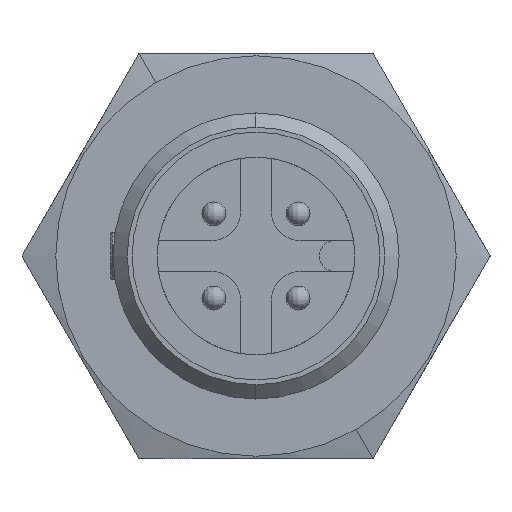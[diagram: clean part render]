
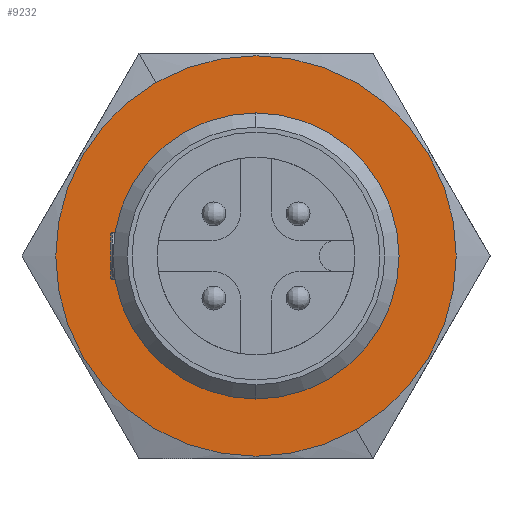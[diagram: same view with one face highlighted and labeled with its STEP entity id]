
A CAD part, left-side view. The second image highlights one B-rep face of the part: STEP entity #9232.
In plain terms, the highlighted planar face has unit normal (-1, 0, 0).
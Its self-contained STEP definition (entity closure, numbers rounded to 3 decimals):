
#458 = DIRECTION ( 'NONE',  ( 0., 0.5, 0.866 ) ) ;
#634 = CARTESIAN_POINT ( 'NONE',  ( 45.5, -4.2, -7.275 ) ) ;
#782 = DIRECTION ( 'NONE',  ( 0., -0.5, -0.866 ) ) ;
#1169 = ORIENTED_EDGE ( 'NONE', *, *, #2755, .F. ) ;
#2040 = ORIENTED_EDGE ( 'NONE', *, *, #5023, .F. ) ;
#2067 = VERTEX_POINT ( 'NONE', #6748 ) ;
#2206 = CARTESIAN_POINT ( 'NONE',  ( 45.5, 0., 0. ) ) ;
#2415 = EDGE_LOOP ( 'NONE', ( #4739, #2040 ) ) ;
#2557 = CARTESIAN_POINT ( 'NONE',  ( 45.5, 0., 0. ) ) ;
#2755 = EDGE_CURVE ( 'NONE', #2067, #3419, #6914, .T. ) ;
#3191 = CARTESIAN_POINT ( 'NONE',  ( 45.5, 0., 0. ) ) ;
#3419 = VERTEX_POINT ( 'NONE', #6908 ) ;
#3646 = VERTEX_POINT ( 'NONE', #5581 ) ;
#3848 = DIRECTION ( 'NONE',  ( 0., 0.5, 0.866 ) ) ;
#3868 = AXIS2_PLACEMENT_3D ( 'NONE', #2557, #9168, #458 ) ;
#3941 = CIRCLE ( 'NONE', #3868, 8.4 ) ;
#4452 = VERTEX_POINT ( 'NONE', #634 ) ;
#4739 = ORIENTED_EDGE ( 'NONE', *, *, #5899, .F. ) ;
#4993 = AXIS2_PLACEMENT_3D ( 'NONE', #2206, #5147, #782 ) ;
#5010 = FACE_BOUND ( 'NONE', #8221, .T. ) ;
#5023 = EDGE_CURVE ( 'NONE', #4452, #3646, #3941, .T. ) ;
#5048 = AXIS2_PLACEMENT_3D ( 'NONE', #3191, #8279, #3848 ) ;
#5147 = DIRECTION ( 'NONE',  ( -1., 0., 0. ) ) ;
#5581 = CARTESIAN_POINT ( 'NONE',  ( 45.5, 4.2, 7.275 ) ) ;
#5724 = PLANE ( 'NONE',  #6757 ) ;
#5899 = EDGE_CURVE ( 'NONE', #3646, #4452, #6107, .T. ) ;
#6107 = CIRCLE ( 'NONE', #5048, 8.4 ) ;
#6435 = CARTESIAN_POINT ( 'NONE',  ( 45.5, 0., 0. ) ) ;
#6468 = AXIS2_PLACEMENT_3D ( 'NONE', #6777, #7802, #9170 ) ;
#6502 = ORIENTED_EDGE ( 'NONE', *, *, #7243, .F. ) ;
#6748 = CARTESIAN_POINT ( 'NONE',  ( 45.5, 3., 5.196 ) ) ;
#6757 = AXIS2_PLACEMENT_3D ( 'NONE', #6435, #7246, #9420 ) ;
#6777 = CARTESIAN_POINT ( 'NONE',  ( 45.5, 0., 0. ) ) ;
#6908 = CARTESIAN_POINT ( 'NONE',  ( 45.5, -3., -5.196 ) ) ;
#6914 = CIRCLE ( 'NONE', #4993, 6. ) ;
#7243 = EDGE_CURVE ( 'NONE', #3419, #2067, #8570, .T. ) ;
#7246 = DIRECTION ( 'NONE',  ( -1., 0., 0. ) ) ;
#7802 = DIRECTION ( 'NONE',  ( -1., 0., 0. ) ) ;
#8221 = EDGE_LOOP ( 'NONE', ( #1169, #6502 ) ) ;
#8279 = DIRECTION ( 'NONE',  ( 1., 0., 0. ) ) ;
#8501 = FACE_OUTER_BOUND ( 'NONE', #2415, .T. ) ;
#8570 = CIRCLE ( 'NONE', #6468, 6. ) ;
#9168 = DIRECTION ( 'NONE',  ( 1., 0., 0. ) ) ;
#9170 = DIRECTION ( 'NONE',  ( 0., -0.5, -0.866 ) ) ;
#9232 = ADVANCED_FACE ( 'NONE', ( #5010, #8501 ), #5724, .T. ) ;
#9420 = DIRECTION ( 'NONE',  ( 0., -0.5, -0.866 ) ) ;
